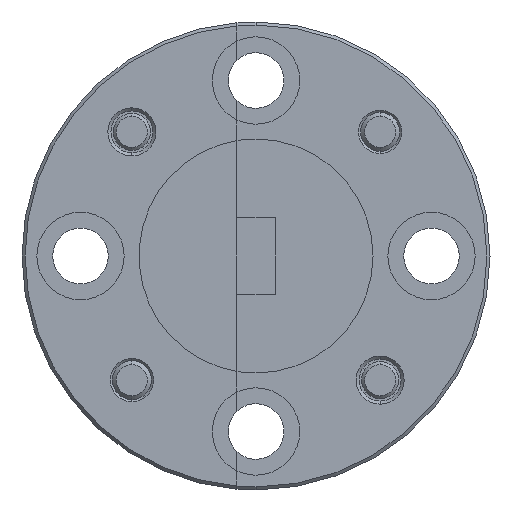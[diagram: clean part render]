
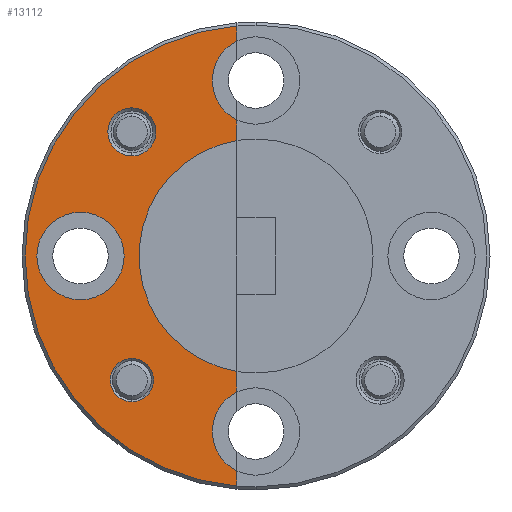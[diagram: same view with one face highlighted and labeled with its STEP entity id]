
A CAD part, left-side view. The second image highlights one B-rep face of the part: STEP entity #13112.
In plain terms, the highlighted planar face has unit normal (-1, 0, 0).
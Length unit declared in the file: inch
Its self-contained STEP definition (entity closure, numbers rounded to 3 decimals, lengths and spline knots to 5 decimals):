
#3 = DIRECTION ( 'NONE',  ( 0., 0., 1. ) ) ;
#150 = FACE_BOUND ( 'NONE', #37735, .T. ) ;
#879 = CARTESIAN_POINT ( 'NONE',  ( -0.57, -0.0305, 0. ) ) ;
#1352 = DIRECTION ( 'NONE',  ( -1., 0., 0. ) ) ;
#1720 = DIRECTION ( 'NONE',  ( 0., 0., 1. ) ) ;
#1882 = DIRECTION ( 'NONE',  ( 0., 0., 1. ) ) ;
#2413 = DIRECTION ( 'NONE',  ( -1., 0., 0. ) ) ;
#2520 = EDGE_CURVE ( 'NONE', #32949, #32523, #33319, .T. ) ;
#4582 = DIRECTION ( 'NONE',  ( 0., 0., 1. ) ) ;
#4723 = DIRECTION ( 'NONE',  ( 0., 0., 1. ) ) ;
#5078 = PLANE ( 'NONE',  #12307 ) ;
#5667 = DIRECTION ( 'NONE',  ( 0., 0., 1. ) ) ;
#6350 = AXIS2_PLACEMENT_3D ( 'NONE', #32386, #2413, #35885 ) ;
#6560 = CIRCLE ( 'NONE', #19361, 0.37 ) ;
#6731 = LINE ( 'NONE', #31682, #18585 ) ;
#7352 = LINE ( 'NONE', #26581, #32960 ) ;
#7442 = DIRECTION ( 'NONE',  ( 0., 0., 1. ) ) ;
#7784 = DIRECTION ( 'NONE',  ( -1., 0., 0. ) ) ;
#8113 = CARTESIAN_POINT ( 'NONE',  ( -0.57, -0.0305, 0. ) ) ;
#8438 = DIRECTION ( 'NONE',  ( 0., 0., 1. ) ) ;
#8742 = EDGE_LOOP ( 'NONE', ( #27506, #28191 ) ) ;
#8966 = VECTOR ( 'NONE', #3, 39.37008 ) ;
#9094 = VECTOR ( 'NONE', #1882, 39.37008 ) ;
#9660 = EDGE_CURVE ( 'NONE', #32432, #12668, #9808, .T. ) ;
#9808 = CIRCLE ( 'NONE', #28378, 0.0385 ) ;
#9869 = CARTESIAN_POINT ( 'NONE',  ( -0.57, 0.16837, -0.19887 ) ) ;
#10366 = CIRCLE ( 'NONE', #17084, 0.07 ) ;
#10454 = EDGE_CURVE ( 'NONE', #12668, #32432, #12545, .T. ) ;
#10902 = CARTESIAN_POINT ( 'NONE',  ( -0.57, 0.16837, 0.19887 ) ) ;
#11345 = ORIENTED_EDGE ( 'NONE', *, *, #9660, .F. ) ;
#11359 = EDGE_CURVE ( 'NONE', #25822, #27592, #24145, .T. ) ;
#11430 = DIRECTION ( 'NONE',  ( -1., 0., 0. ) ) ;
#12182 = VERTEX_POINT ( 'NONE', #28245 ) ;
#12307 = AXIS2_PLACEMENT_3D ( 'NONE', #8113, #11430, #35742 ) ;
#12439 = ORIENTED_EDGE ( 'NONE', *, *, #20421, .F. ) ;
#12505 = VERTEX_POINT ( 'NONE', #19437 ) ;
#12545 = CIRCLE ( 'NONE', #13749, 0.0385 ) ;
#12668 = VERTEX_POINT ( 'NONE', #23269 ) ;
#12698 = CARTESIAN_POINT ( 'NONE',  ( -0.57, 0.16837, 0.19887 ) ) ;
#12954 = DIRECTION ( 'NONE',  ( 0., 0., 1. ) ) ;
#13112 = ADVANCED_FACE ( 'NONE', ( #29996, #14429, #39098, #150 ), #5078, .T. ) ;
#13350 = AXIS2_PLACEMENT_3D ( 'NONE', #32957, #39118, #5667 ) ;
#13451 = CIRCLE ( 'NONE', #26424, 0.07 ) ;
#13587 = DIRECTION ( 'NONE',  ( -1., 0., 0. ) ) ;
#13749 = AXIS2_PLACEMENT_3D ( 'NONE', #12698, #34573, #4723 ) ;
#14224 = VERTEX_POINT ( 'NONE', #18312 ) ;
#14323 = ORIENTED_EDGE ( 'NONE', *, *, #30525, .F. ) ;
#14374 = ORIENTED_EDGE ( 'NONE', *, *, #10454, .F. ) ;
#14429 = FACE_BOUND ( 'NONE', #8742, .T. ) ;
#15177 = CARTESIAN_POINT ( 'NONE',  ( -0.57, 0., 0. ) ) ;
#15178 = EDGE_CURVE ( 'NONE', #36641, #21114, #7352, .T. ) ;
#15386 = CARTESIAN_POINT ( 'NONE',  ( -0.57, 0.25075, -0.07 ) ) ;
#15459 = DIRECTION ( 'NONE',  ( -1., 0., 0. ) ) ;
#15673 = ORIENTED_EDGE ( 'NONE', *, *, #17348, .T. ) ;
#15960 = EDGE_CURVE ( 'NONE', #24196, #12182, #6731, .T. ) ;
#16267 = DIRECTION ( 'NONE',  ( -1., 0., 0. ) ) ;
#17017 = CARTESIAN_POINT ( 'NONE',  ( -0.57, 0., 0. ) ) ;
#17084 = AXIS2_PLACEMENT_3D ( 'NONE', #34890, #7784, #22764 ) ;
#17348 = EDGE_CURVE ( 'NONE', #12182, #25822, #6560, .T. ) ;
#17877 = CIRCLE ( 'NONE', #39259, 0.07 ) ;
#18312 = CARTESIAN_POINT ( 'NONE',  ( -0.57, 0.16837, -0.16412 ) ) ;
#18585 = VECTOR ( 'NONE', #7442, 39.37008 ) ;
#18909 = CARTESIAN_POINT ( 'NONE',  ( -0.57, 0.16837, -0.19887 ) ) ;
#19180 = DIRECTION ( 'NONE',  ( -1., 0., 0. ) ) ;
#19270 = DIRECTION ( 'NONE',  ( -1., 0., 0. ) ) ;
#19361 = AXIS2_PLACEMENT_3D ( 'NONE', #879, #19270, #24082 ) ;
#19437 = CARTESIAN_POINT ( 'NONE',  ( -0.57, 0.25075, 0.07 ) ) ;
#19944 = EDGE_LOOP ( 'NONE', ( #21877, #15673, #28316, #28107, #35122, #25872, #24920, #14323 ) ) ;
#20187 = VERTEX_POINT ( 'NONE', #15386 ) ;
#20411 = EDGE_CURVE ( 'NONE', #39430, #14224, #31185, .T. ) ;
#20421 = EDGE_CURVE ( 'NONE', #14224, #39430, #22202, .T. ) ;
#21114 = VERTEX_POINT ( 'NONE', #38876 ) ;
#21374 = CARTESIAN_POINT ( 'NONE',  ( -0.57, -0.0305, 0.28125 ) ) ;
#21877 = ORIENTED_EDGE ( 'NONE', *, *, #15960, .T. ) ;
#21957 = DIRECTION ( 'NONE',  ( 0., 0., 1. ) ) ;
#22202 = CIRCLE ( 'NONE', #36730, 0.03475 ) ;
#22764 = DIRECTION ( 'NONE',  ( 0., 0., 1. ) ) ;
#23269 = CARTESIAN_POINT ( 'NONE',  ( -0.57, 0.16837, 0.23737 ) ) ;
#23329 = ORIENTED_EDGE ( 'NONE', *, *, #20411, .F. ) ;
#23595 = EDGE_CURVE ( 'NONE', #32949, #21114, #36226, .T. ) ;
#23912 = CARTESIAN_POINT ( 'NONE',  ( -0.57, 0.16837, -0.23362 ) ) ;
#24082 = DIRECTION ( 'NONE',  ( 0., 0., 1. ) ) ;
#24145 = LINE ( 'NONE', #15177, #8966 ) ;
#24196 = VERTEX_POINT ( 'NONE', #36871 ) ;
#24318 = CARTESIAN_POINT ( 'NONE',  ( -0.57, 0.16837, 0.16037 ) ) ;
#24672 = DIRECTION ( 'NONE',  ( 0., 0., 1. ) ) ;
#24920 = ORIENTED_EDGE ( 'NONE', *, *, #2520, .T. ) ;
#24987 = EDGE_CURVE ( 'NONE', #20187, #12505, #10366, .T. ) ;
#25016 = EDGE_CURVE ( 'NONE', #12505, #20187, #36959, .T. ) ;
#25225 = AXIS2_PLACEMENT_3D ( 'NONE', #18909, #19180, #21957 ) ;
#25822 = VERTEX_POINT ( 'NONE', #26457 ) ;
#25872 = ORIENTED_EDGE ( 'NONE', *, *, #23595, .F. ) ;
#26424 = AXIS2_PLACEMENT_3D ( 'NONE', #31458, #1352, #4582 ) ;
#26457 = CARTESIAN_POINT ( 'NONE',  ( -0.57, 0., -0.36874 ) ) ;
#26581 = CARTESIAN_POINT ( 'NONE',  ( -0.57, 0., 0. ) ) ;
#27391 = CARTESIAN_POINT ( 'NONE',  ( -0.57, 0., 0.185 ) ) ;
#27506 = ORIENTED_EDGE ( 'NONE', *, *, #25016, .F. ) ;
#27592 = VERTEX_POINT ( 'NONE', #34424 ) ;
#28107 = ORIENTED_EDGE ( 'NONE', *, *, #34153, .F. ) ;
#28191 = ORIENTED_EDGE ( 'NONE', *, *, #24987, .F. ) ;
#28245 = CARTESIAN_POINT ( 'NONE',  ( -0.57, 0., 0.36874 ) ) ;
#28316 = ORIENTED_EDGE ( 'NONE', *, *, #11359, .T. ) ;
#28378 = AXIS2_PLACEMENT_3D ( 'NONE', #10902, #13587, #1720 ) ;
#29974 = EDGE_LOOP ( 'NONE', ( #14374, #11345 ) ) ;
#29996 = FACE_OUTER_BOUND ( 'NONE', #19944, .T. ) ;
#30525 = EDGE_CURVE ( 'NONE', #24196, #32523, #17877, .T. ) ;
#31185 = CIRCLE ( 'NONE', #25225, 0.03475 ) ;
#31458 = CARTESIAN_POINT ( 'NONE',  ( -0.57, -0.0305, -0.28125 ) ) ;
#31682 = CARTESIAN_POINT ( 'NONE',  ( -0.57, 0., 0. ) ) ;
#32386 = CARTESIAN_POINT ( 'NONE',  ( -0.57, -0.0305, 0. ) ) ;
#32432 = VERTEX_POINT ( 'NONE', #24318 ) ;
#32523 = VERTEX_POINT ( 'NONE', #33637 ) ;
#32667 = CARTESIAN_POINT ( 'NONE',  ( -0.57, 0., -0.21824 ) ) ;
#32949 = VERTEX_POINT ( 'NONE', #27391 ) ;
#32957 = CARTESIAN_POINT ( 'NONE',  ( -0.57, 0.25075, 0. ) ) ;
#32960 = VECTOR ( 'NONE', #8438, 39.37008 ) ;
#33319 = LINE ( 'NONE', #17017, #9094 ) ;
#33637 = CARTESIAN_POINT ( 'NONE',  ( -0.57, 0., 0.21824 ) ) ;
#34153 = EDGE_CURVE ( 'NONE', #36641, #27592, #13451, .T. ) ;
#34424 = CARTESIAN_POINT ( 'NONE',  ( -0.57, 0., -0.34426 ) ) ;
#34573 = DIRECTION ( 'NONE',  ( -1., 0., 0. ) ) ;
#34890 = CARTESIAN_POINT ( 'NONE',  ( -0.57, 0.25075, 0. ) ) ;
#35122 = ORIENTED_EDGE ( 'NONE', *, *, #15178, .T. ) ;
#35742 = DIRECTION ( 'NONE',  ( 0., 0., 1. ) ) ;
#35885 = DIRECTION ( 'NONE',  ( 0., 0., 1. ) ) ;
#36226 = CIRCLE ( 'NONE', #6350, 0.1875 ) ;
#36641 = VERTEX_POINT ( 'NONE', #32667 ) ;
#36730 = AXIS2_PLACEMENT_3D ( 'NONE', #9869, #16267, #12954 ) ;
#36871 = CARTESIAN_POINT ( 'NONE',  ( -0.57, 0., 0.34426 ) ) ;
#36959 = CIRCLE ( 'NONE', #13350, 0.07 ) ;
#37735 = EDGE_LOOP ( 'NONE', ( #12439, #23329 ) ) ;
#38876 = CARTESIAN_POINT ( 'NONE',  ( -0.57, 0., -0.185 ) ) ;
#39098 = FACE_BOUND ( 'NONE', #29974, .T. ) ;
#39118 = DIRECTION ( 'NONE',  ( -1., 0., 0. ) ) ;
#39259 = AXIS2_PLACEMENT_3D ( 'NONE', #21374, #15459, #24672 ) ;
#39430 = VERTEX_POINT ( 'NONE', #23912 ) ;
